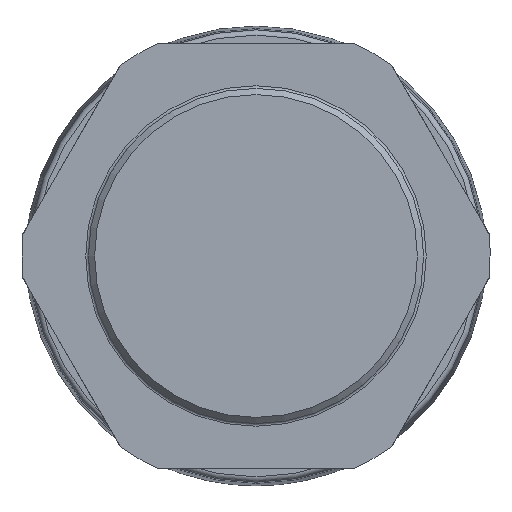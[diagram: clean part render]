
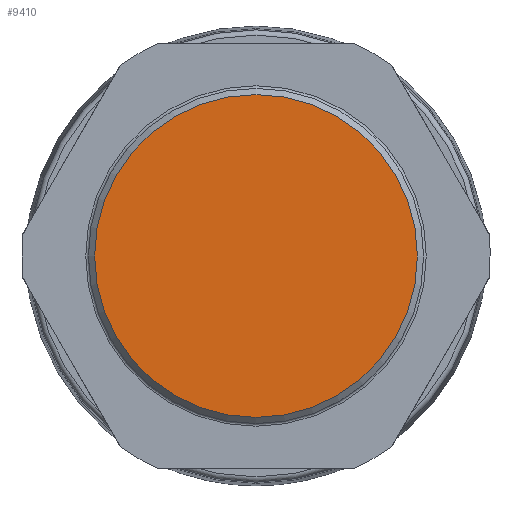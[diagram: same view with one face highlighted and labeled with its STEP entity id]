
A CAD part, left-side view. The second image highlights one B-rep face of the part: STEP entity #9410.
In plain terms, the highlighted planar face has unit normal (-1, 0, 0).
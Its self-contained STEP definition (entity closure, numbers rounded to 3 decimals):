
#1112=PLANE('',#10028);
#1643=FACE_OUTER_BOUND('',#2232,.T.);
#2232=EDGE_LOOP('',(#5895));
#2940=CIRCLE('',#10029,30.33);
#3537=VERTEX_POINT('',#14373);
#4500=EDGE_CURVE('',#3537,#3537,#2940,.T.);
#5895=ORIENTED_EDGE('',*,*,#4500,.F.);
#9410=ADVANCED_FACE('',(#1643),#1112,.T.);
#10028=AXIS2_PLACEMENT_3D('',#14372,#11397,#11398);
#10029=AXIS2_PLACEMENT_3D('',#14374,#11399,#11400);
#11397=DIRECTION('center_axis',(-1.,0.,0.));
#11398=DIRECTION('ref_axis',(0.,0.,
-1.));
#11399=DIRECTION('center_axis',(1.,0.,0.));
#11400=DIRECTION('ref_axis',(0.,0.,
1.));
#14372=CARTESIAN_POINT('Origin',(-24.1,-30.33,0.));
#14373=CARTESIAN_POINT('',(-24.1,-30.33,0.));
#14374=CARTESIAN_POINT('Origin',(-24.1,0.,0.));
